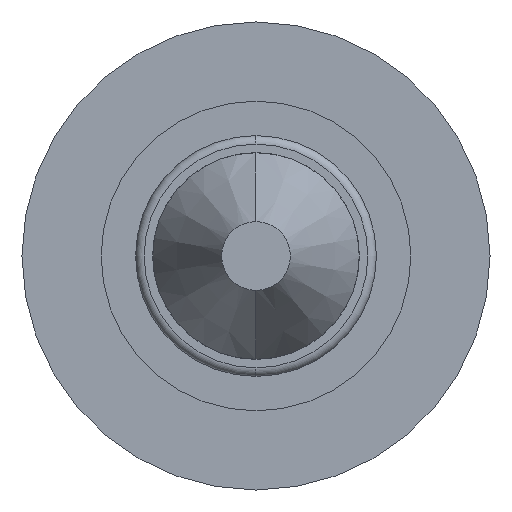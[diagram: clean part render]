
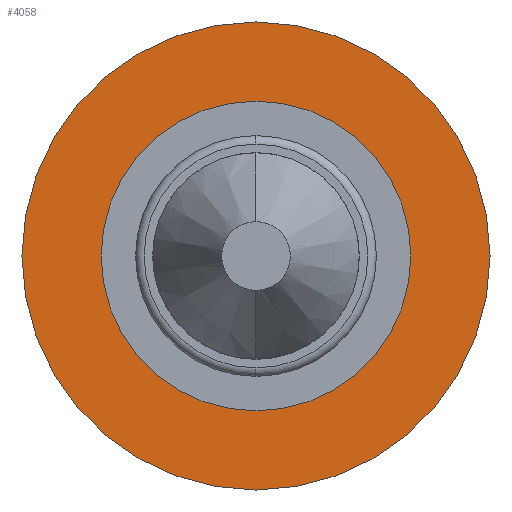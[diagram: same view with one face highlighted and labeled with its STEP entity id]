
A CAD part, left-side view. The second image highlights one B-rep face of the part: STEP entity #4058.
In plain terms, the highlighted planar face has unit normal (-1, 0, 0).
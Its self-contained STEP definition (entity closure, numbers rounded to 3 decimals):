
#535 = DIRECTION ( 'NONE',  ( 0., 0., -1. ) ) ;
#852 = ORIENTED_EDGE ( 'NONE', *, *, #3092, .F. ) ;
#880 = AXIS2_PLACEMENT_3D ( 'NONE', #7946, #7182, #7849 ) ;
#998 = DIRECTION ( 'NONE',  ( 0., 0., -1. ) ) ;
#1033 = ORIENTED_EDGE ( 'NONE', *, *, #2722, .F. ) ;
#1927 = DIRECTION ( 'NONE',  ( 1., 0., 0. ) ) ;
#2021 = VERTEX_POINT ( 'NONE', #3603 ) ;
#2036 = EDGE_LOOP ( 'NONE', ( #852, #1033 ) ) ;
#2080 = ORIENTED_EDGE ( 'NONE', *, *, #5026, .F. ) ;
#2722 = EDGE_CURVE ( 'NONE', #5457, #2021, #4354, .T. ) ;
#3092 = EDGE_CURVE ( 'NONE', #2021, #5457, #8000, .T. ) ;
#3218 = CARTESIAN_POINT ( 'NONE',  ( -9.5, 0., -3.4 ) ) ;
#3603 = CARTESIAN_POINT ( 'NONE',  ( -9.5, 0., -2.25 ) ) ;
#3708 = CARTESIAN_POINT ( 'NONE',  ( -9.5, 0., 0. ) ) ;
#4030 = CARTESIAN_POINT ( 'NONE',  ( -9.5, 0., 0. ) ) ;
#4058 = ADVANCED_FACE ( 'NONE', ( #5059, #8631 ), #6625, .F. ) ;
#4123 = CIRCLE ( 'NONE', #7757, 3.4 ) ;
#4129 = CARTESIAN_POINT ( 'NONE',  ( -9.5, 0., 2.25 ) ) ;
#4158 = DIRECTION ( 'NONE',  ( 0., 0., -1. ) ) ;
#4354 = CIRCLE ( 'NONE', #880, 2.25 ) ;
#4440 = DIRECTION ( 'NONE',  ( 1., 0., 0. ) ) ;
#4672 = AXIS2_PLACEMENT_3D ( 'NONE', #4030, #1927, #535 ) ;
#4724 = CARTESIAN_POINT ( 'NONE',  ( -9.5, 0., 3.4 ) ) ;
#4770 = EDGE_LOOP ( 'NONE', ( #2080, #7688 ) ) ;
#5026 = EDGE_CURVE ( 'NONE', #8298, #8881, #7896, .T. ) ;
#5059 = FACE_OUTER_BOUND ( 'NONE', #4770, .T. ) ;
#5102 = CARTESIAN_POINT ( 'NONE',  ( -9.5, 0., 0. ) ) ;
#5457 = VERTEX_POINT ( 'NONE', #4129 ) ;
#5535 = DIRECTION ( 'NONE',  ( 1., 0., 0. ) ) ;
#5709 = EDGE_CURVE ( 'NONE', #8881, #8298, #4123, .T. ) ;
#6384 = AXIS2_PLACEMENT_3D ( 'NONE', #3708, #6466, #7269 ) ;
#6466 = DIRECTION ( 'NONE',  ( -1., 0., 0. ) ) ;
#6625 = PLANE ( 'NONE',  #7729 ) ;
#7182 = DIRECTION ( 'NONE',  ( -1., 0., 0. ) ) ;
#7269 = DIRECTION ( 'NONE',  ( 0., 0., -1. ) ) ;
#7688 = ORIENTED_EDGE ( 'NONE', *, *, #5709, .F. ) ;
#7729 = AXIS2_PLACEMENT_3D ( 'NONE', #5102, #4440, #998 ) ;
#7757 = AXIS2_PLACEMENT_3D ( 'NONE', #8348, #5535, #4158 ) ;
#7849 = DIRECTION ( 'NONE',  ( 0., 0., -1. ) ) ;
#7896 = CIRCLE ( 'NONE', #4672, 3.4 ) ;
#7946 = CARTESIAN_POINT ( 'NONE',  ( -9.5, 0., 0. ) ) ;
#8000 = CIRCLE ( 'NONE', #6384, 2.25 ) ;
#8298 = VERTEX_POINT ( 'NONE', #3218 ) ;
#8348 = CARTESIAN_POINT ( 'NONE',  ( -9.5, 0., 0. ) ) ;
#8631 = FACE_BOUND ( 'NONE', #2036, .T. ) ;
#8881 = VERTEX_POINT ( 'NONE', #4724 ) ;
